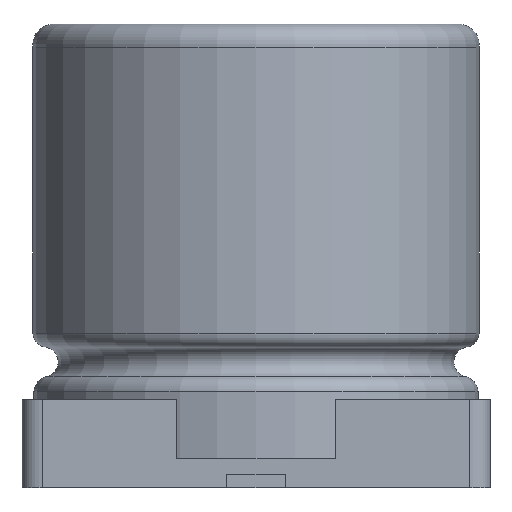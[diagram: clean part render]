
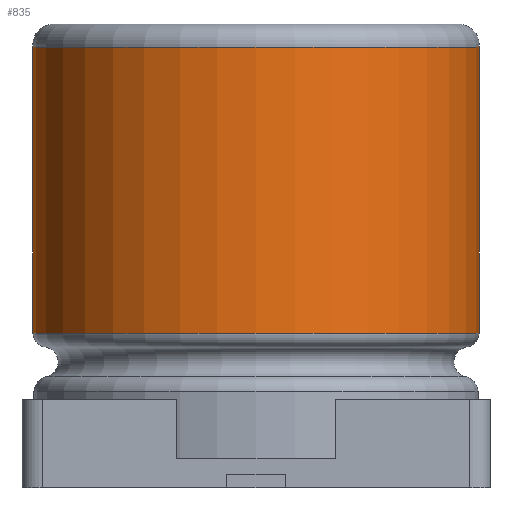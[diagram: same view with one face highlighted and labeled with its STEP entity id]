
A CAD part, left-side view. The second image highlights one B-rep face of the part: STEP entity #835.
In plain terms, the highlighted cylindrical face has radius 2.463 mm (diameter 4.925 mm), a full revolution.
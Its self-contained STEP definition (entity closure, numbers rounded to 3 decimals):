
#60=LINE('',#1261,#150);
#150=VECTOR('',#1011,2.463);
#240=CYLINDRICAL_SURFACE('',#911,2.463);
#251=FACE_OUTER_BOUND('',#301,.T.);
#301=EDGE_LOOP('',(#597,#598,#599,#600,#601,#602));
#354=CIRCLE('',#908,2.463);
#355=CIRCLE('',#909,2.463);
#357=CIRCLE('',#912,2.463);
#358=CIRCLE('',#913,2.463);
#385=VERTEX_POINT('',#1251);
#386=VERTEX_POINT('',#1252);
#387=VERTEX_POINT('',#1257);
#388=VERTEX_POINT('',#1258);
#468=EDGE_CURVE('',#385,#386,#354,.T.);
#469=EDGE_CURVE('',#386,#385,#355,.T.);
#471=EDGE_CURVE('',#387,#388,#357,.T.);
#472=EDGE_CURVE('',#388,#387,#358,.T.);
#473=EDGE_CURVE('',#388,#386,#60,.T.);
#597=ORIENTED_EDGE('',*,*,#471,.F.);
#598=ORIENTED_EDGE('',*,*,#472,.F.);
#599=ORIENTED_EDGE('',*,*,#473,.T.);
#600=ORIENTED_EDGE('',*,*,#469,.T.);
#601=ORIENTED_EDGE('',*,*,#468,.T.);
#602=ORIENTED_EDGE('',*,*,#473,.F.);
#835=ADVANCED_FACE('',(#251),#240,.T.);
#908=AXIS2_PLACEMENT_3D('',#1253,#999,#1000);
#909=AXIS2_PLACEMENT_3D('',#1254,#1001,#1002);
#911=AXIS2_PLACEMENT_3D('',#1256,#1005,#1006);
#912=AXIS2_PLACEMENT_3D('',#1259,#1007,#1008);
#913=AXIS2_PLACEMENT_3D('',#1260,#1009,#1010);
#999=DIRECTION('center_axis',(0.,0.,1.));
#1000=DIRECTION('ref_axis',(1.,0.,0.));
#1001=DIRECTION('center_axis',(0.,0.,1.));
#1002=DIRECTION('ref_axis',(1.,0.,0.));
#1005=DIRECTION('center_axis',(0.,0.,1.));
#1006=DIRECTION('ref_axis',(1.,0.,0.));
#1007=DIRECTION('center_axis',(0.,0.,1.));
#1008=DIRECTION('ref_axis',(1.,0.,0.));
#1009=DIRECTION('center_axis',(0.,0.,1.));
#1010=DIRECTION('ref_axis',(1.,0.,0.));
#1011=DIRECTION('',(0.,0.,-1.));
#1251=CARTESIAN_POINT('',(2.463,0.,1.707));
#1252=CARTESIAN_POINT('',(-2.463,0.,1.707));
#1253=CARTESIAN_POINT('Origin',(0.,0.,1.707));
#1254=CARTESIAN_POINT('Origin',(0.,0.,1.707));
#1256=CARTESIAN_POINT('Origin',(0.,0.,3.286));
#1257=CARTESIAN_POINT('',(2.463,0.,4.865));
#1258=CARTESIAN_POINT('',(-2.463,0.,4.865));
#1259=CARTESIAN_POINT('Origin',(0.,0.,4.865));
#1260=CARTESIAN_POINT('Origin',(0.,0.,4.865));
#1261=CARTESIAN_POINT('',(-2.463,0.,3.286));
